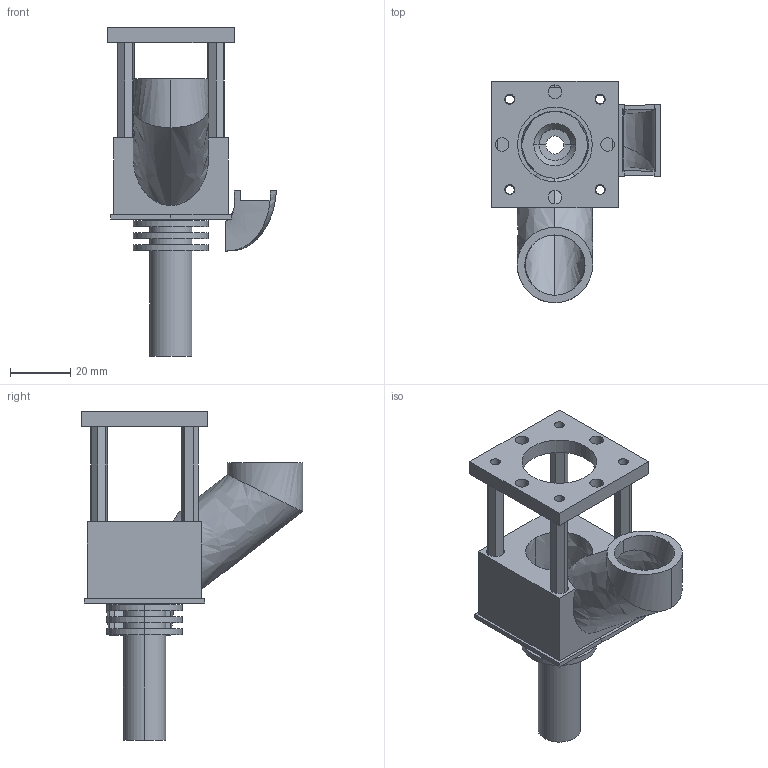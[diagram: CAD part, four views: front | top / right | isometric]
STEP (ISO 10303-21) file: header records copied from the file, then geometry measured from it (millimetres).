
FILE_DESCRIPTION(/* description */ ('STEP AP242','CAx-IF Rec.Pracs.---Representation and Presentation of Product Manufacturing Information (PMI)---4.0---2014-10-13','CAx-IF Rec.Pracs.---3D Tessellated Geometry---0.4---2014-09-14','2;1','CAx-IF Rec.Pracs.---User Defined Attributes---1.5---2016-08-15'),/* implementation_level */ '2;1');
FILE_NAME(/* name */ '6906473246dd2434ed262b0c',/* time_stamp */ '2025-11-01T17:45:22Z',/* author */ (''),/* organization */ (''),/* preprocessor_version */ 'ST-DEVELOPER v20',/* originating_system */ 'ONSHAPE BY PTC INC, 1.206',/* authorisation */ ' ');
FILE_SCHEMA (('AP242_MANAGED_MODEL_BASED_3D_ENGINEERING_MIM_LF { 1 0 10303 442 1 1 4 }'));
Length unit declared in the file: metre
Products named in the file (8): extruder-assembly; m3-standoff; Part 3; Part 1; heating-chamber; Part 2; chute
Assembly tree (10 placements, depth 2):
  extruder-assembly
    m3-standoff  x4
    Part 3
    Part 1
    Part 1
    heating-chamber
    Part 2
    chute
Bounding box: 56 x 73.5 x 109 mm (x, y, z)
Volume: 47336 mm3; surface area: 37883.2 mm2
Topology: 10 solids, 10 shells, 173 faces, 434 edges, 285 vertices
Faces by surface type: bspline 173
Entity records: 7896 total; most frequent: CARTESIAN_POINT 4807, ORIENTED_EDGE 724, DIRECTION 415, EDGE_CURVE 362, VERTEX_POINT 237, EDGE_LOOP 191, FACE_BOUND 191, AXIS2_PLACEMENT_3D 158
